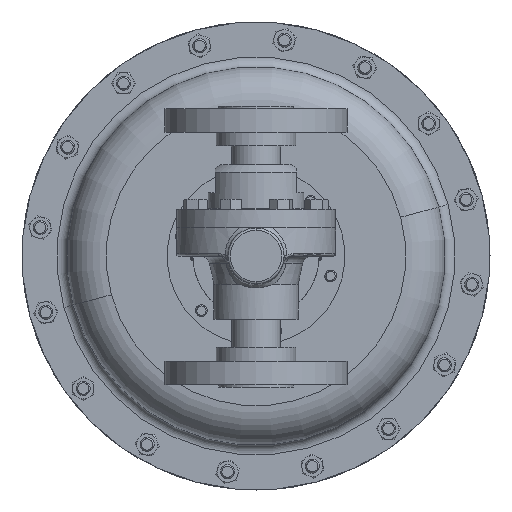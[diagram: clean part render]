
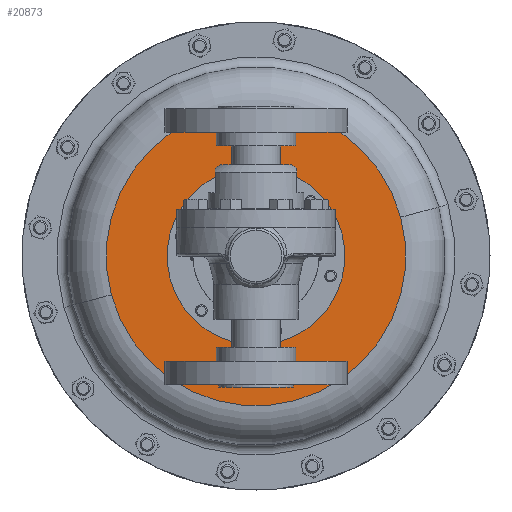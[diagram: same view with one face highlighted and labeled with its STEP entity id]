
A CAD part, front view. The second image highlights one B-rep face of the part: STEP entity #20873.
In plain terms, the highlighted planar face has unit normal (0, -1, 0).
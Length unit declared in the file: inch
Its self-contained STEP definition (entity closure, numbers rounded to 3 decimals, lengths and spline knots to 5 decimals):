
#1044 = PLANE ( 'NONE',  #17458 ) ;
#2117 = VERTEX_POINT ( 'NONE', #27126 ) ;
#2380 = DIRECTION ( 'NONE',  ( 0., 1., 0. ) ) ;
#2705 = CIRCLE ( 'NONE', #15398, 4. ) ;
#2762 = EDGE_CURVE ( 'NONE', #2117, #28146, #2705, .T. ) ;
#3060 = ORIENTED_EDGE ( 'NONE', *, *, #2762, .F. ) ;
#3620 = CARTESIAN_POINT ( 'NONE',  ( 2.56018, 9.57025, 4.89591 ) ) ;
#3918 = AXIS2_PLACEMENT_3D ( 'NONE', #4046, #19878, #6323 ) ;
#4046 = CARTESIAN_POINT ( 'NONE',  ( 2.56018, 9.57025, 4.89591 ) ) ;
#5576 = DIRECTION ( 'NONE',  ( 0.966, 0., 0.259 ) ) ;
#5885 = ORIENTED_EDGE ( 'NONE', *, *, #18112, .T. ) ;
#5893 = DIRECTION ( 'NONE',  ( -0.707, 0., 0.707 ) ) ;
#6323 = DIRECTION ( 'NONE',  ( -0.966, 0., -0.259 ) ) ;
#7737 = CIRCLE ( 'NONE', #23050, 2.375 ) ;
#8584 = VERTEX_POINT ( 'NONE', #25189 ) ;
#9648 = AXIS2_PLACEMENT_3D ( 'NONE', #9811, #25607, #12127 ) ;
#9811 = CARTESIAN_POINT ( 'NONE',  ( 2.56018, 9.57025, 4.89591 ) ) ;
#10558 = CARTESIAN_POINT ( 'NONE',  ( 0.8808, 9.57025, 6.57529 ) ) ;
#11363 = ORIENTED_EDGE ( 'NONE', *, *, #17684, .F. ) ;
#11457 = VERTEX_POINT ( 'NONE', #10558 ) ;
#12127 = DIRECTION ( 'NONE',  ( -0.707, 0., 0.707 ) ) ;
#13815 = CARTESIAN_POINT ( 'NONE',  ( -1.30352, 9.57025, 3.86064 ) ) ;
#15398 = AXIS2_PLACEMENT_3D ( 'NONE', #15967, #2380, #18235 ) ;
#15967 = CARTESIAN_POINT ( 'NONE',  ( 2.56018, 9.57025, 4.89591 ) ) ;
#16878 = CARTESIAN_POINT ( 'NONE',  ( 1.52491, 9.57025, 8.75961 ) ) ;
#17458 = AXIS2_PLACEMENT_3D ( 'NONE', #16878, #19149, #5576 ) ;
#17684 = EDGE_CURVE ( 'NONE', #28146, #2117, #27543, .T. ) ;
#17954 = EDGE_LOOP ( 'NONE', ( #11363, #3060 ) ) ;
#18112 = EDGE_CURVE ( 'NONE', #8584, #11457, #7737, .T. ) ;
#18235 = DIRECTION ( 'NONE',  ( -0.966, 0., -0.259 ) ) ;
#18250 = FACE_BOUND ( 'NONE', #28347, .T. ) ;
#19149 = DIRECTION ( 'NONE',  ( 0., -1., 0. ) ) ;
#19465 = DIRECTION ( 'NONE',  ( 0., 1., 0. ) ) ;
#19878 = DIRECTION ( 'NONE',  ( 0., 1., 0. ) ) ;
#20627 = ORIENTED_EDGE ( 'NONE', *, *, #28717, .T. ) ;
#20873 = ADVANCED_FACE ( 'NONE', ( #23516, #18250 ), #1044, .T. ) ;
#21111 = CIRCLE ( 'NONE', #9648, 2.375 ) ;
#23050 = AXIS2_PLACEMENT_3D ( 'NONE', #3620, #19465, #5893 ) ;
#23516 = FACE_OUTER_BOUND ( 'NONE', #17954, .T. ) ;
#25189 = CARTESIAN_POINT ( 'NONE',  ( 4.23956, 9.57025, 3.21653 ) ) ;
#25607 = DIRECTION ( 'NONE',  ( 0., 1., 0. ) ) ;
#27126 = CARTESIAN_POINT ( 'NONE',  ( 6.42389, 9.57025, 5.93119 ) ) ;
#27543 = CIRCLE ( 'NONE', #3918, 4. ) ;
#28146 = VERTEX_POINT ( 'NONE', #13815 ) ;
#28347 = EDGE_LOOP ( 'NONE', ( #5885, #20627 ) ) ;
#28717 = EDGE_CURVE ( 'NONE', #11457, #8584, #21111, .T. ) ;
